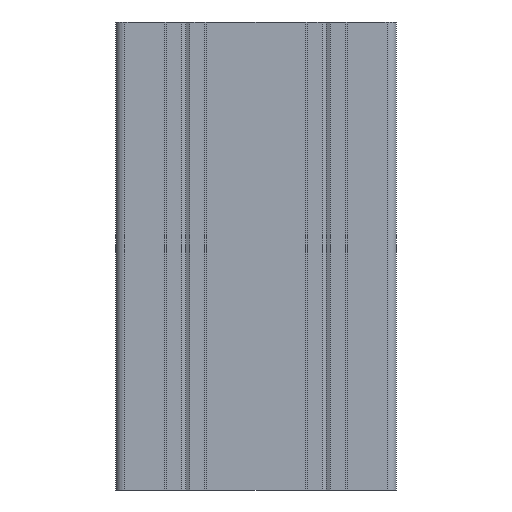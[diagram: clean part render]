
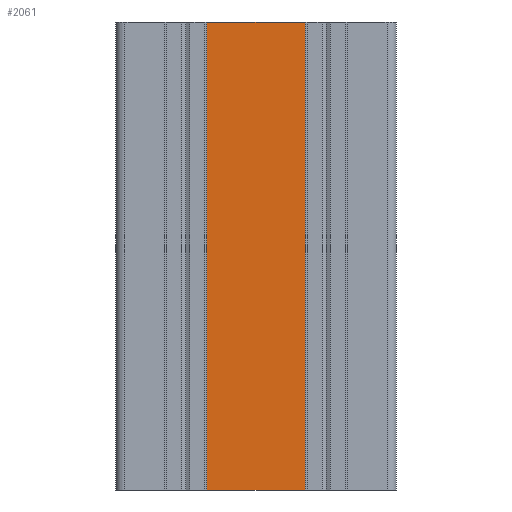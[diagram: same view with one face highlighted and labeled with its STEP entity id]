
A CAD part, left-side view. The second image highlights one B-rep face of the part: STEP entity #2061.
In plain terms, the highlighted planar face has unit normal (-1, 0, 0).
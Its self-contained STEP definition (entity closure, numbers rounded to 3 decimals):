
#492 = EDGE_CURVE ( 'NONE', #508, #517, #3889, .T. ) ;
#508 = VERTEX_POINT ( 'NONE', #3924 ) ;
#517 = VERTEX_POINT ( 'NONE', #3920 ) ;
#1563 = VERTEX_POINT ( 'NONE', #5817 ) ;
#1587 = VERTEX_POINT ( 'NONE', #5831 ) ;
#1595 = EDGE_CURVE ( 'NONE', #1587, #1563, #5866, .T. ) ;
#1983 = ORIENTED_EDGE ( 'NONE', *, *, #2063, .F. ) ;
#1997 = ORIENTED_EDGE ( 'NONE', *, *, #492, .F. ) ;
#2003 = ORIENTED_EDGE ( 'NONE', *, *, #1595, .T. ) ;
#2006 = EDGE_CURVE ( 'NONE', #508, #1587, #6614, .T. ) ;
#2059 = EDGE_LOOP ( 'NONE', ( #2003, #1983, #1997, #2064 ) ) ;
#2061 = ADVANCED_FACE ( 'NONE', ( #6620 ), #6674, .F. ) ;
#2063 = EDGE_CURVE ( 'NONE', #517, #1563, #6668, .T. ) ;
#2064 = ORIENTED_EDGE ( 'NONE', *, *, #2006, .T. ) ;
#3886 = DIRECTION ( 'NONE',  ( 0., -1., 0. ) ) ;
#3887 = VECTOR ( 'NONE', #3886, 1000. ) ;
#3888 = CARTESIAN_POINT ( 'NONE',  ( -15., -10.5, 100. ) ) ;
#3889 = LINE ( 'NONE', #3888, #3887 ) ;
#3920 = CARTESIAN_POINT ( 'NONE',  ( -15., -10.5, 100. ) ) ;
#3924 = CARTESIAN_POINT ( 'NONE',  ( -15., 10.5, 100. ) ) ;
#5817 = CARTESIAN_POINT ( 'NONE',  ( -15., -10.5, 0. ) ) ;
#5831 = CARTESIAN_POINT ( 'NONE',  ( -15., 10.5, 0. ) ) ;
#5863 = DIRECTION ( 'NONE',  ( 0., -1., 0. ) ) ;
#5864 = VECTOR ( 'NONE', #5863, 1000. ) ;
#5865 = CARTESIAN_POINT ( 'NONE',  ( -15., -10.5, 0. ) ) ;
#5866 = LINE ( 'NONE', #5865, #5864 ) ;
#6611 = DIRECTION ( 'NONE',  ( 0., 0., -1. ) ) ;
#6612 = VECTOR ( 'NONE', #6611, 1000. ) ;
#6613 = CARTESIAN_POINT ( 'NONE',  ( -15., 10.5, 100. ) ) ;
#6614 = LINE ( 'NONE', #6613, #6612 ) ;
#6619 = AXIS2_PLACEMENT_3D ( 'NONE', #6667, #6666, #6665 ) ;
#6620 = FACE_OUTER_BOUND ( 'NONE', #2059, .T. ) ;
#6662 = DIRECTION ( 'NONE',  ( 0., 0., -1. ) ) ;
#6663 = VECTOR ( 'NONE', #6662, 1000. ) ;
#6664 = CARTESIAN_POINT ( 'NONE',  ( -15., -10.5, 100. ) ) ;
#6665 = DIRECTION ( 'NONE',  ( 0., 0., -1. ) ) ;
#6666 = DIRECTION ( 'NONE',  ( 1., 0., 0. ) ) ;
#6667 = CARTESIAN_POINT ( 'NONE',  ( -15., -10.5, 100. ) ) ;
#6668 = LINE ( 'NONE', #6664, #6663 ) ;
#6674 = PLANE ( 'NONE',  #6619 ) ;
